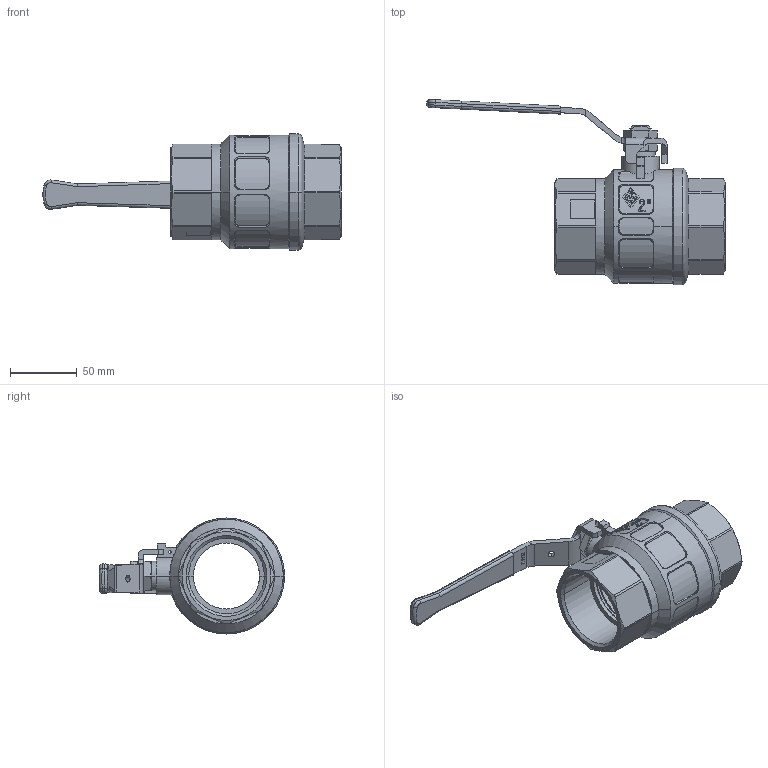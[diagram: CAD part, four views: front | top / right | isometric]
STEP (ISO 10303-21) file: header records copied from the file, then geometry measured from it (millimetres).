
FILE_DESCRIPTION(('Creo Elements/Direct Modeling STEP Export'),'2;1');
FILE_NAME('5980100000.stp','2021-05-19T14:40:36',(''),(''),'Creo Elements/Direct Modeling STEP processor for AP214 (Solid Model)','Creo Elements/Direct Modeling 20.1A 29-Sep-2018 (C) Parametric Technology GmbH','');
FILE_SCHEMA(('AUTOMOTIVE_DESIGN { 1 0 10303 214 1 1 1 1 }'));
Length unit declared in the file: millimetre
Products named in the file (1): 5980100000
Bounding box: 223.45 x 138.64 x 87 mm (x, y, z)
Volume: 340464.7 mm3; surface area: 72044.5 mm2
Topology: 1 solids, 1 shells, 644 faces, 1718 edges, 1119 vertices
Faces by surface type: plane 392, cylinder 90, cone 90, bspline 38, extrusion 18, torus 16
Entity records: 57910 total; most frequent: CARTESIAN_POINT 41751, ORIENTED_EDGE 3432, DIRECTION 2989, EDGE_CURVE 1716, VERTEX_POINT 1119, AXIS2_PLACEMENT_3D 1106, VECTOR 777, LINE 759
